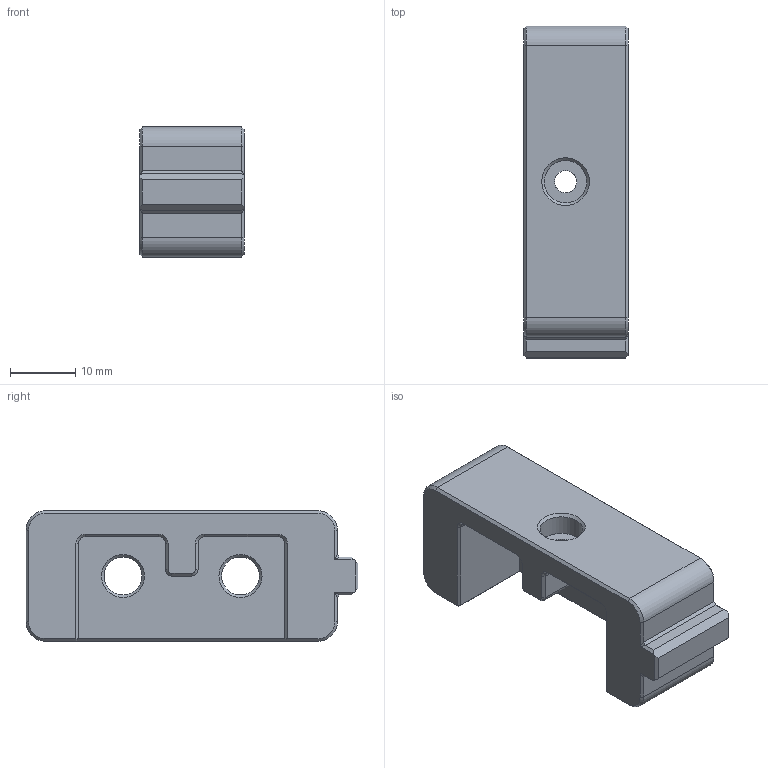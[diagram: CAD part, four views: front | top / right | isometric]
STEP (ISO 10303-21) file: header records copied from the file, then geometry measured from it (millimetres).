
FILE_DESCRIPTION(/* description */ (''),/* implementation_level */ '2;1');
FILE_NAME(/* name */ 'z-top_tensioner_bracket_a_x2 v16.step',/* time_stamp */ '2024-09-22T16:24:00+02:00',/* author */ (''),/* organization */ (''),/* preprocessor_version */ 'ST-DEVELOPER v20',/* originating_system */ 'Autodesk Translation Framework v13.20.0.188',/* authorisation */ '');
FILE_SCHEMA (('AUTOMOTIVE_DESIGN { 1 0 10303 214 3 1 1 }'));
Length unit declared in the file: millimetre
Products named in the file (1): z-top_tensioner_bracket_a_x2
Bounding box: 16 x 50.85 x 20 mm (x, y, z)
Volume: 8771.8 mm3; surface area: 4681.7 mm2
Topology: 1 solids, 1 shells, 98 faces, 229 edges, 135 vertices
Faces by surface type: plane 65, cone 19, cylinder 14
Full cylindrical faces by diameter (mm): 3.4 x1, 5.8 x2, 6.5 x1
Entity records: 2785 total; most frequent: CARTESIAN_POINT 482, DIRECTION 474, ORIENTED_EDGE 458, EDGE_CURVE 229, LINE 178, VECTOR 178, AXIS2_PLACEMENT_3D 148, VERTEX_POINT 135
